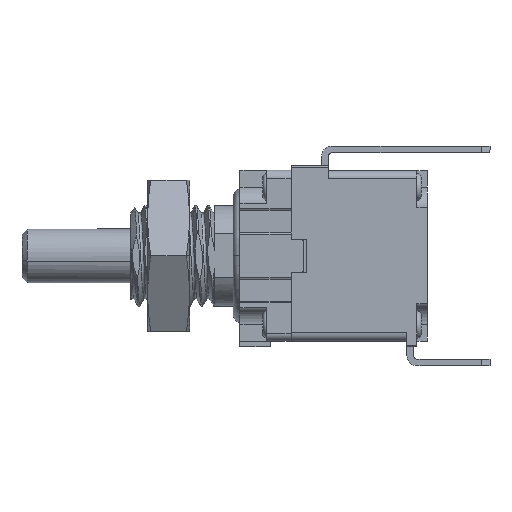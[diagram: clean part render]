
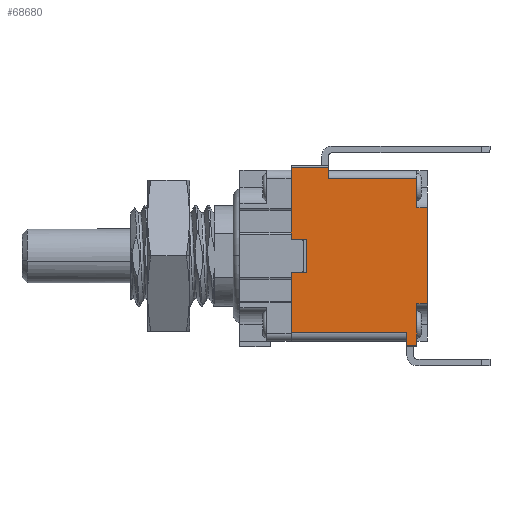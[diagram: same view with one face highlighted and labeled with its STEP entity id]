
A CAD part, left-side view. The second image highlights one B-rep face of the part: STEP entity #68680.
In plain terms, the highlighted face is planar.
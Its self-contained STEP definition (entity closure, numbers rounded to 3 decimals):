
#47090=CARTESIAN_POINT('',(5.38,-4.58,5.08));
#47100=VERTEX_POINT('',#47090);
#47130=CARTESIAN_POINT('',(5.38,-5.08,5.08));
#47140=DIRECTION('',(0.,-1.,0.));
#47150=VECTOR('',#47140,1.);
#47160=LINE('',#47130,#47150);
#47170=CARTESIAN_POINT('',(5.38,-5.29,5.08));
#47180=VERTEX_POINT('',#47170);
#47190=EDGE_CURVE('',#47100,#47180,#47160,.T.);
#62120=CARTESIAN_POINT('',(-0.5,-2.85,5.08));
#62130=VERTEX_POINT('',#62120);
#62160=CARTESIAN_POINT('',(3.04,-2.85,5.08));
#62170=DIRECTION('',(-1.,0.,0.));
#62180=VECTOR('',#62170,1.);
#62190=LINE('',#62160,#62180);
#62200=CARTESIAN_POINT('',(0.1,-2.85,5.08));
#62210=VERTEX_POINT('',#62200);
#62220=EDGE_CURVE('',#62210,#62130,#62190,.T.);
#62750=CARTESIAN_POINT('',(0.1,-4.58,5.08));
#62760=VERTEX_POINT('',#62750);
#62790=CARTESIAN_POINT('',(3.04,-4.58,5.08));
#62800=DIRECTION('',(-1.,0.,0.));
#62810=VECTOR('',#62800,1.);
#62820=LINE('',#62790,#62810);
#62830=EDGE_CURVE('',#47100,#62760,#62820,.T.);
#62970=CARTESIAN_POINT('',(0.1,3.266,5.08));
#62980=DIRECTION('',(0.,-1.,0.));
#62990=VECTOR('',#62980,1.);
#63000=LINE('',#62970,#62990);
#63010=EDGE_CURVE('',#62210,#62760,#63000,.T.);
#65800=CARTESIAN_POINT('',(7.6,-2.8,5.08));
#65810=VERTEX_POINT('',#65800);
#66220=CARTESIAN_POINT('',(7.6,-4.74,5.08));
#66230=VERTEX_POINT('',#66220);
#66260=CARTESIAN_POINT('',(7.6,3.266,5.08));
#66270=DIRECTION('',(0.,-1.,0.));
#66280=VECTOR('',#66270,1.);
#66290=LINE('',#66260,#66280);
#66300=EDGE_CURVE('',#65810,#66230,#66290,.T.);
#67480=CARTESIAN_POINT('',(3.04,5.08,5.08));
#67490=DIRECTION('',(0.,0.,1.));
#67500=DIRECTION('',(0.,-1.,0.));
#67510=AXIS2_PLACEMENT_3D('',#67480,#67490,#67500);
#67520=PLANE('',#67510);
#67530=CARTESIAN_POINT('',(7.6,4.58,5.08));
#67540=VERTEX_POINT('',#67530);
#67550=CARTESIAN_POINT('',(7.6,2.8,5.08));
#67560=VERTEX_POINT('',#67550);
#67570=EDGE_CURVE('',#67540,#67560,#66290,.T.);
#67580=ORIENTED_EDGE('',*,*,#67570,.F.);
#67590=CARTESIAN_POINT('',(7.6,-5.08,5.08));
#67600=DIRECTION('',(0.,1.,0.));
#67610=VECTOR('',#67600,1.);
#67620=LINE('',#67590,#67610);
#67630=CARTESIAN_POINT('',(7.6,1.3,5.08));
#67640=VERTEX_POINT('',#67630);
#67650=EDGE_CURVE('',#67640,#67560,#67620,.T.);
#67660=ORIENTED_EDGE('',*,*,#67650,.T.);
#67670=CARTESIAN_POINT('',(7.6,1.,5.08));
#67680=VERTEX_POINT('',#67670);
#67690=EDGE_CURVE('',#67640,#67680,#66290,.T.);
#67700=ORIENTED_EDGE('',*,*,#67690,.F.);
#67710=CARTESIAN_POINT('',(7.6,1.,5.08));
#67720=DIRECTION('',(-1.,0.,0.));
#67730=VECTOR('',#67720,1.);
#67740=LINE('',#67710,#67730);
#67750=CARTESIAN_POINT('',(6.7,1.,5.08));
#67760=VERTEX_POINT('',#67750);
#67770=EDGE_CURVE('',#67680,#67760,#67740,.T.);
#67780=ORIENTED_EDGE('',*,*,#67770,.F.);
#67790=CARTESIAN_POINT('',(6.7,-5.08,5.08));
#67800=DIRECTION('',(0.,1.,0.));
#67810=VECTOR('',#67800,1.);
#67820=LINE('',#67790,#67810);
#67830=CARTESIAN_POINT('',(6.7,-1.,5.08));
#67840=VERTEX_POINT('',#67830);
#67850=EDGE_CURVE('',#67840,#67760,#67820,.T.);
#67860=ORIENTED_EDGE('',*,*,#67850,.T.);
#67870=CARTESIAN_POINT('',(7.6,-1.,5.08));
#67880=DIRECTION('',(1.,0.,0.));
#67890=VECTOR('',#67880,1.);
#67900=LINE('',#67870,#67890);
#67910=CARTESIAN_POINT('',(7.6,-1.,5.08));
#67920=VERTEX_POINT('',#67910);
#67930=EDGE_CURVE('',#67840,#67920,#67900,.T.);
#67940=ORIENTED_EDGE('',*,*,#67930,.F.);
#67950=CARTESIAN_POINT('',(7.6,-1.3,5.08));
#67960=VERTEX_POINT('',#67950);
#67970=EDGE_CURVE('',#67920,#67960,#66290,.T.);
#67980=ORIENTED_EDGE('',*,*,#67970,.F.);
#67990=CARTESIAN_POINT('',(7.6,-2.908,5.08));
#68000=DIRECTION('',(0.,1.,0.));
#68010=VECTOR('',#68000,1.);
#68020=LINE('',#67990,#68010);
#68030=EDGE_CURVE('',#65810,#67960,#68020,.T.);
#68040=ORIENTED_EDGE('',*,*,#68030,.T.);
#68050=ORIENTED_EDGE('',*,*,#66300,.F.);
#68060=CARTESIAN_POINT('',(7.6,-5.29,5.08));
#68070=VERTEX_POINT('',#68060);
#68080=EDGE_CURVE('',#68070,#66230,#68020,.T.);
#68090=ORIENTED_EDGE('',*,*,#68080,.T.);
#68100=CARTESIAN_POINT('',(7.6,-5.29,5.08));
#68110=DIRECTION('',(1.,0.,0.));
#68120=VECTOR('',#68110,1.);
#68130=LINE('',#68100,#68120);
#68140=EDGE_CURVE('',#47180,#68070,#68130,.T.);
#68150=ORIENTED_EDGE('',*,*,#68140,.T.);
#68160=ORIENTED_EDGE('',*,*,#47190,.T.);
#68170=ORIENTED_EDGE('',*,*,#62830,.F.);
#68180=ORIENTED_EDGE('',*,*,#63010,.T.);
#68190=ORIENTED_EDGE('',*,*,#62220,.F.);
#68200=CARTESIAN_POINT('',(-0.5,3.266,5.08));
#68210=DIRECTION('',(0.,-1.,0.));
#68220=VECTOR('',#68210,1.);
#68230=LINE('',#68200,#68220);
#68240=CARTESIAN_POINT('',(-0.5,2.85,5.08));
#68250=VERTEX_POINT('',#68240);
#68260=EDGE_CURVE('',#68250,#62130,#68230,.T.);
#68270=ORIENTED_EDGE('',*,*,#68260,.T.);
#68280=CARTESIAN_POINT('',(3.04,2.85,5.08));
#68290=DIRECTION('',(1.,0.,0.));
#68300=VECTOR('',#68290,1.);
#68310=LINE('',#68280,#68300);
#68320=CARTESIAN_POINT('',(0.1,2.85,5.08));
#68330=VERTEX_POINT('',#68320);
#68340=EDGE_CURVE('',#68250,#68330,#68310,.T.);
#68350=ORIENTED_EDGE('',*,*,#68340,.F.);
#68360=CARTESIAN_POINT('',(0.1,3.266,5.08));
#68370=DIRECTION('',(0.,-1.,0.));
#68380=VECTOR('',#68370,1.);
#68390=LINE('',#68360,#68380);
#68400=CARTESIAN_POINT('',(0.1,5.32,5.08));
#68410=VERTEX_POINT('',#68400);
#68420=EDGE_CURVE('',#68410,#68330,#68390,.T.);
#68430=ORIENTED_EDGE('',*,*,#68420,.T.);
#68440=CARTESIAN_POINT('',(3.04,5.32,5.08));
#68450=DIRECTION('',(-1.,0.,0.));
#68460=VECTOR('',#68450,1.);
#68470=LINE('',#68440,#68460);
#68480=CARTESIAN_POINT('',(0.7,5.32,5.08));
#68490=VERTEX_POINT('',#68480);
#68500=EDGE_CURVE('',#68490,#68410,#68470,.T.);
#68510=ORIENTED_EDGE('',*,*,#68500,.T.);
#68520=CARTESIAN_POINT('',(0.7,3.266,5.08));
#68530=DIRECTION('',(0.,1.,0.));
#68540=VECTOR('',#68530,1.);
#68550=LINE('',#68520,#68540);
#68560=CARTESIAN_POINT('',(0.7,4.58,5.08));
#68570=VERTEX_POINT('',#68560);
#68580=EDGE_CURVE('',#68570,#68490,#68550,.T.);
#68590=ORIENTED_EDGE('',*,*,#68580,.T.);
#68600=CARTESIAN_POINT('',(7.6,4.58,5.08));
#68610=DIRECTION('',(-1.,0.,0.));
#68620=VECTOR('',#68610,1.);
#68630=LINE('',#68600,#68620);
#68640=EDGE_CURVE('',#67540,#68570,#68630,.T.);
#68650=ORIENTED_EDGE('',*,*,#68640,.T.);
#68660=EDGE_LOOP('',(#68650,#68590,#68510,#68430,#68350,#68270,#68190,
#68180,#68170,#68160,#68150,#68090,#68050,#68040,#67980,#67940,#67860,
#67780,#67700,#67660,#67580));
#68670=FACE_OUTER_BOUND('',#68660,.T.);
#68680=ADVANCED_FACE('',(#68670),#67520,.T.);
